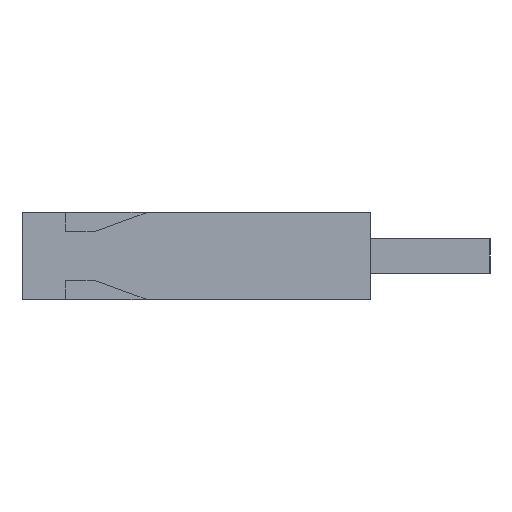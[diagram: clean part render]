
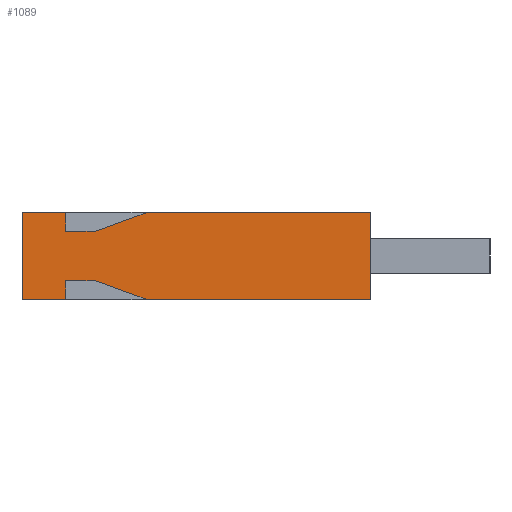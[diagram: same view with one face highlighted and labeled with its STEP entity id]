
A CAD part, left-side view. The second image highlights one B-rep face of the part: STEP entity #1089.
In plain terms, the highlighted planar face has unit normal (-1, 0, 0).
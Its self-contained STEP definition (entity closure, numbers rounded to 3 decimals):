
#1089=ADVANCED_FACE('',(#1461),#1277,.T.);
#1277=PLANE('',#4576);
#1461=FACE_OUTER_BOUND('',#1659,.T.);
#1659=EDGE_LOOP('',(#2173,#2174,#2175,#2176,#2177,#2178,#2179,#2180,#2181,
#2182,#2183,#2184));
#2173=ORIENTED_EDGE('',*,*,#3332,.F.);
#2174=ORIENTED_EDGE('',*,*,#3337,.F.);
#2175=ORIENTED_EDGE('',*,*,#3137,.F.);
#2176=ORIENTED_EDGE('',*,*,#3135,.T.);
#2177=ORIENTED_EDGE('',*,*,#3246,.F.);
#2178=ORIENTED_EDGE('',*,*,#3327,.T.);
#2179=ORIENTED_EDGE('',*,*,#3324,.T.);
#2180=ORIENTED_EDGE('',*,*,#3329,.T.);
#2181=ORIENTED_EDGE('',*,*,#3242,.F.);
#2182=ORIENTED_EDGE('',*,*,#3339,.T.);
#2183=ORIENTED_EDGE('',*,*,#3141,.F.);
#2184=ORIENTED_EDGE('',*,*,#3335,.F.);
#2799=VERTEX_POINT('',#5674);
#2800=VERTEX_POINT('',#5676);
#2801=VERTEX_POINT('',#5680);
#2804=VERTEX_POINT('',#5686);
#2805=VERTEX_POINT('',#5688);
#2904=VERTEX_POINT('',#5888);
#2905=VERTEX_POINT('',#5890);
#2908=VERTEX_POINT('',#5896);
#2965=VERTEX_POINT('',#6056);
#2967=VERTEX_POINT('',#6059);
#2969=VERTEX_POINT('',#6071);
#2971=VERTEX_POINT('',#6074);
#3135=EDGE_CURVE('',#2800,#2799,#3615,.T.);
#3137=EDGE_CURVE('',#2800,#2801,#3617,.T.);
#3141=EDGE_CURVE('',#2804,#2805,#3621,.T.);
#3242=EDGE_CURVE('',#2904,#2905,#3722,.T.);
#3246=EDGE_CURVE('',#2908,#2799,#3726,.T.);
#3324=EDGE_CURVE('',#2967,#2965,#3804,.T.);
#3327=EDGE_CURVE('',#2908,#2967,#3807,.T.);
#3329=EDGE_CURVE('',#2965,#2905,#3809,.T.);
#3332=EDGE_CURVE('',#2969,#2971,#3812,.T.);
#3335=EDGE_CURVE('',#2971,#2804,#3815,.T.);
#3337=EDGE_CURVE('',#2801,#2969,#3817,.T.);
#3339=EDGE_CURVE('',#2904,#2805,#3819,.T.);
#3615=LINE('',#5675,#4095);
#3617=LINE('',#5679,#4097);
#3621=LINE('',#5687,#4101);
#3722=LINE('',#5889,#4202);
#3726=LINE('',#5897,#4206);
#3804=LINE('',#6058,#4284);
#3807=LINE('',#6064,#4287);
#3809=LINE('',#6067,#4289);
#3812=LINE('',#6073,#4292);
#3815=LINE('',#6079,#4295);
#3817=LINE('',#6082,#4297);
#3819=LINE('',#6085,#4299);
#4095=VECTOR('',#4800,1.);
#4097=VECTOR('',#4804,1.);
#4101=VECTOR('',#4808,1.);
#4202=VECTOR('',#4911,1.);
#4206=VECTOR('',#4915,1.);
#4284=VECTOR('',#5043,1.);
#4287=VECTOR('',#5048,1.);
#4289=VECTOR('',#5052,1.);
#4292=VECTOR('',#5057,1.);
#4295=VECTOR('',#5062,1.);
#4297=VECTOR('',#5066,1.);
#4299=VECTOR('',#5070,1.);
#4576=AXIS2_PLACEMENT_3D('',#6086,#5071,#5072);
#4800=DIRECTION('',(0.,0.,-1.));
#4804=DIRECTION('',(0.,-1.,0.));
#4808=DIRECTION('',(0.,-1.,0.));
#4911=DIRECTION('',(0.,1.,0.));
#4915=DIRECTION('',(0.,1.,0.));
#5043=DIRECTION('',(0.,-1.,0.));
#5048=DIRECTION('',(0.,0.,1.));
#5052=DIRECTION('',(0.,-0.94,-0.342));
#5057=DIRECTION('',(0.,-1.,0.));
#5062=DIRECTION('',(0.,-0.94,0.342));
#5066=DIRECTION('',(0.,0.,-1.));
#5070=DIRECTION('',(0.,0.,1.));
#5071=DIRECTION('',(-1.,0.,0.));
#5072=DIRECTION('',(0.,1.,0.));
#5674=CARTESIAN_POINT('',(-38.4,3.,-2.));
#5675=CARTESIAN_POINT('',(-38.4,3.,-2.));
#5676=CARTESIAN_POINT('',(-38.4,3.,2.));
#5679=CARTESIAN_POINT('',(-38.4,0.,2.));
#5680=CARTESIAN_POINT('',(-38.4,1.,2.));
#5686=CARTESIAN_POINT('',(-38.4,-2.747,2.));
#5687=CARTESIAN_POINT('',(-38.4,1.,2.));
#5688=CARTESIAN_POINT('',(-38.4,-13.,2.));
#5888=CARTESIAN_POINT('',(-38.4,-13.,-2.));
#5889=CARTESIAN_POINT('',(-38.4,1.,-2.));
#5890=CARTESIAN_POINT('',(-38.4,-2.747,-2.));
#5896=CARTESIAN_POINT('',(-38.4,1.,-2.));
#5897=CARTESIAN_POINT('',(-38.4,1.,-2.));
#6056=CARTESIAN_POINT('',(-38.4,-0.363,-1.132));
#6058=CARTESIAN_POINT('',(-38.4,1.,-1.132));
#6059=CARTESIAN_POINT('',(-38.4,1.,-1.132));
#6064=CARTESIAN_POINT('',(-38.4,1.,-2.));
#6067=CARTESIAN_POINT('',(-38.4,-0.663,-1.241));
#6071=CARTESIAN_POINT('',(-38.4,1.,1.132));
#6073=CARTESIAN_POINT('',(-38.4,1.,1.132));
#6074=CARTESIAN_POINT('',(-38.4,-0.363,1.132));
#6079=CARTESIAN_POINT('',(-38.4,-0.663,1.241));
#6082=CARTESIAN_POINT('',(-38.4,1.,-2.));
#6085=CARTESIAN_POINT('',(-38.4,-13.,-1.7));
#6086=CARTESIAN_POINT('',(-38.4,1.,-2.));
